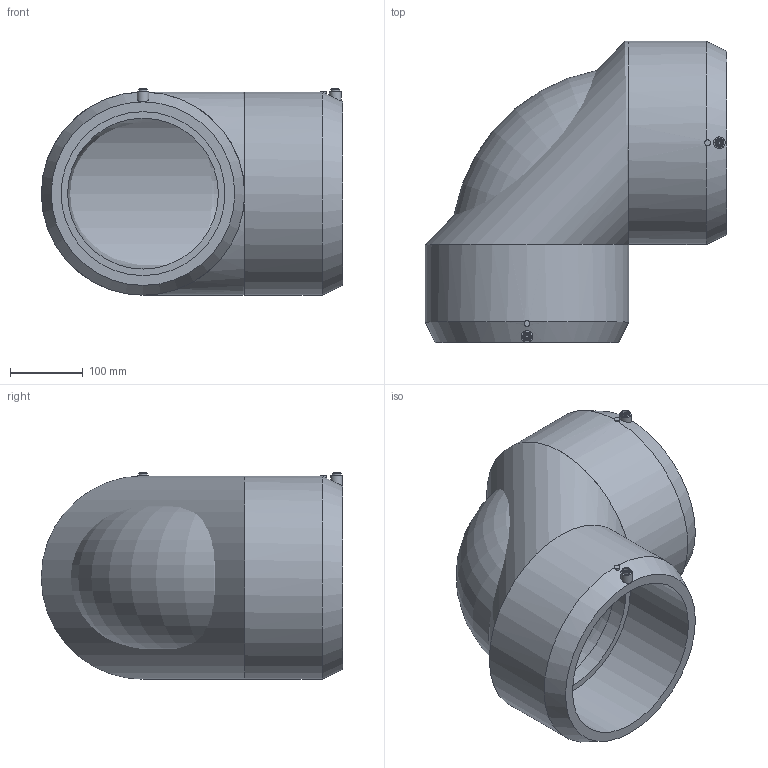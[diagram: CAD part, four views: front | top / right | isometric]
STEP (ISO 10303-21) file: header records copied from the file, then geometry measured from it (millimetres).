
FILE_DESCRIPTION(/* description */ ('PE100 Electro 90° Elbow, Ø225, SDR17/SDR11'),/* implementation_level */ '2;1');
FILE_NAME(/* name */ 'GELE-RC-225', /* time_stamp */ '2021-10-25T15:38:13+02:00',/* author */ ('COAB Solutions'),/* organization */ ('GPA Flowsystem'),/* preprocessor_version */ '',/* originating_system */ 'www.coabsolutions.com',/* authorisation */ ' ');
FILE_SCHEMA (('AUTOMOTIVE_DESIGN { 1 0 10303 214 3 1 1 }'));
Length unit declared in the file: millimetre
Products named in the file (1): GELE-RC-225 SDR 17-11_6
Bounding box: 413.5 x 413.52 x 283.5 mm (x, y, z)
Volume: 11723804.6 mm3; surface area: 795146 mm2
Topology: 2 solids, 2 shells, 44 faces, 96 edges, 60 vertices
Faces by surface type: plane 17, cylinder 16, cone 9, torus 2
Full cylindrical faces by diameter (mm): 5 x2, 8 x4, 12 x2, 16 x2, 207 x2, 225 x2, 279 x2
Entity records: 1572 total; most frequent: CARTESIAN_POINT 516, DIRECTION 220, ORIENTED_EDGE 184, AXIS2_PLACEMENT_3D 97, EDGE_CURVE 92, VERTEX_POINT 58, CIRCLE 53, EDGE_LOOP 52
